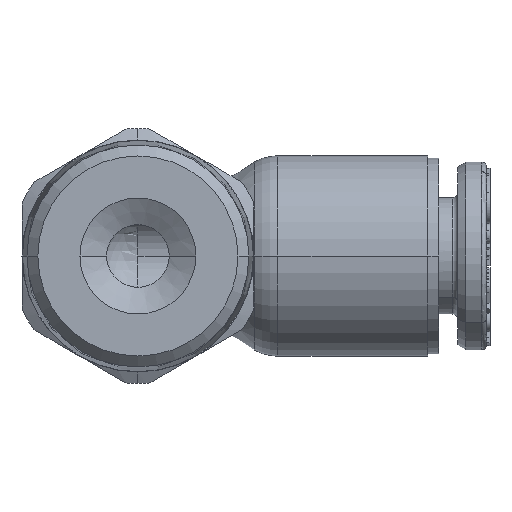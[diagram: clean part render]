
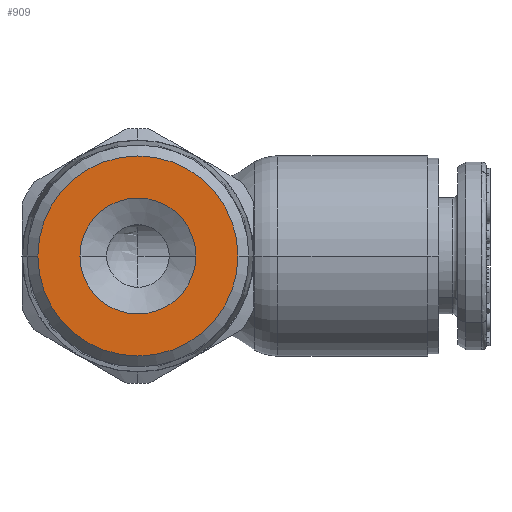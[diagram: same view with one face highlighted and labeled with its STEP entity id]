
A CAD part, front view. The second image highlights one B-rep face of the part: STEP entity #909.
In plain terms, the highlighted planar face has unit normal (0, -1, 0).
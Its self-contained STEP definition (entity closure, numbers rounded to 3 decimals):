
#909=ADVANCED_FACE('NONE',(#2551,#2552),#2553,.T.);
#2551=FACE_OUTER_BOUND('',#5003,.T.);
#2552=FACE_BOUND('',#5004,.T.);
#2553=PLANE('',#5005);
#5003=EDGE_LOOP('',(#10413,#10414));
#5004=EDGE_LOOP('',(#10415,#10416));
#5005=AXIS2_PLACEMENT_3D('',#10417,#10418,#10419);
#10413=ORIENTED_EDGE('',*,*,#17055,.F.);
#10414=ORIENTED_EDGE('',*,*,#17056,.F.);
#10415=ORIENTED_EDGE('',*,*,#17057,.T.);
#10416=ORIENTED_EDGE('',*,*,#17058,.T.);
#10417=CARTESIAN_POINT('',(0.0,-24.85,0.0));
#10418=DIRECTION('',(0.0,-1.0,0.0));
#10419=DIRECTION('',(0.0,0.0,-1.0));
#17055=EDGE_CURVE('NONE',#20133,#20134,#20135,.T.);
#17056=EDGE_CURVE('NONE',#20134,#20133,#20136,.T.);
#17057=EDGE_CURVE('NONE',#20137,#20138,#20139,.T.);
#17058=EDGE_CURVE('NONE',#20138,#20137,#20140,.T.);
#20133=VERTEX_POINT('NONE',#24692);
#20134=VERTEX_POINT('',#24693);
#20135=CIRCLE('',#24694,4.317);
#20136=CIRCLE('',#24695,4.317);
#20137=VERTEX_POINT('NONE',#24696);
#20138=VERTEX_POINT('',#24697);
#20139=CIRCLE('',#24698,2.5);
#20140=CIRCLE('',#24699,2.5);
#24692=CARTESIAN_POINT('',(4.317,-24.85,0.0));
#24693=CARTESIAN_POINT('',(-4.317,-24.85,0.));
#24694=AXIS2_PLACEMENT_3D('',#31799,#31800,#31801);
#24695=AXIS2_PLACEMENT_3D('',#31802,#31803,#31804);
#24696=CARTESIAN_POINT('',(-2.5,-24.85,0.0));
#24697=CARTESIAN_POINT('',(2.5,-24.85,0.));
#24698=AXIS2_PLACEMENT_3D('',#31805,#31806,#31807);
#24699=AXIS2_PLACEMENT_3D('',#31808,#31809,#31810);
#31799=CARTESIAN_POINT('',(0.0,-24.85,0.0));
#31800=DIRECTION('',(-0.0,1.0,0.0));
#31801=DIRECTION('',(1.0,0.0,0.0));
#31802=CARTESIAN_POINT('',(0.0,-24.85,0.0));
#31803=DIRECTION('',(-0.0,1.0,0.0));
#31804=DIRECTION('',(1.0,0.0,0.0));
#31805=CARTESIAN_POINT('',(0.0,-24.85,0.0));
#31806=DIRECTION('',(0.0,1.0,0.0));
#31807=DIRECTION('',(-1.0,0.0,0.0));
#31808=CARTESIAN_POINT('',(0.0,-24.85,0.0));
#31809=DIRECTION('',(0.0,1.0,0.0));
#31810=DIRECTION('',(-1.0,0.0,0.0));
